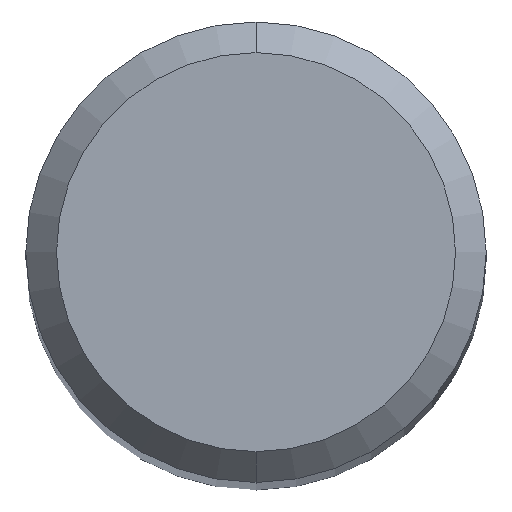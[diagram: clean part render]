
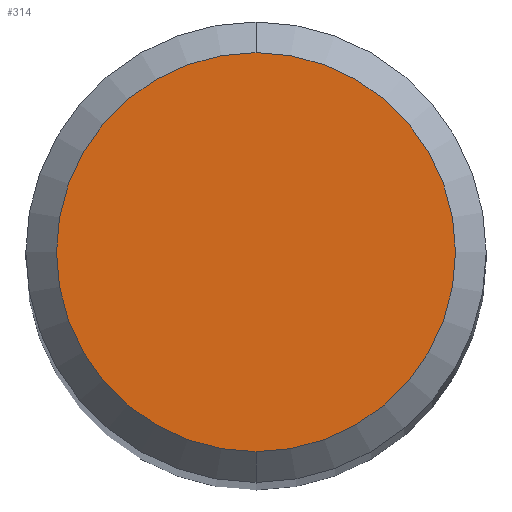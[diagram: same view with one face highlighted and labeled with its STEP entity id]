
A CAD part, top view. The second image highlights one B-rep face of the part: STEP entity #314.
In plain terms, the highlighted planar face has unit normal (0, 0, 1).
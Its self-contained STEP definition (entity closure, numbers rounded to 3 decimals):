
#184=EDGE_CURVE('',#272,#324,#430,.T.);
#212=EDGE_CURVE('',#324,#272,#461,.T.);
#272=VERTEX_POINT('',#528);
#314=ADVANCED_FACE('',(#576),#577,.T.);
#324=VERTEX_POINT('',#588);
#430=CIRCLE('',#707,2.6);
#461=CIRCLE('',#745,2.6);
#528=CARTESIAN_POINT('',(0.0,2.6,0.0));
#576=FACE_OUTER_BOUND('',#896,.T.);
#577=PLANE('',#897);
#588=CARTESIAN_POINT('',(0.,-2.6,0.0));
#707=AXIS2_PLACEMENT_3D('',#1023,#1024,#1025);
#745=AXIS2_PLACEMENT_3D('',#1067,#1068,#1069);
#896=EDGE_LOOP('',(#1212,#1213));
#897=AXIS2_PLACEMENT_3D('',#1214,#1215,#1216);
#1023=CARTESIAN_POINT('',(0.0,0.0,0.0));
#1024=DIRECTION('',(0.0,0.0,-1.0));
#1025=DIRECTION('',(0.0,1.0,0.0));
#1067=CARTESIAN_POINT('',(0.0,0.0,0.0));
#1068=DIRECTION('',(0.0,0.0,-1.0));
#1069=DIRECTION('',(0.0,1.0,0.0));
#1212=ORIENTED_EDGE('',*,*,#184,.F.);
#1213=ORIENTED_EDGE('',*,*,#212,.F.);
#1214=CARTESIAN_POINT('',(0.0,1.3,0.0));
#1215=DIRECTION('',(-0.0,0.0,1.0));
#1216=DIRECTION('',(0.0,-1.0,0.0));
